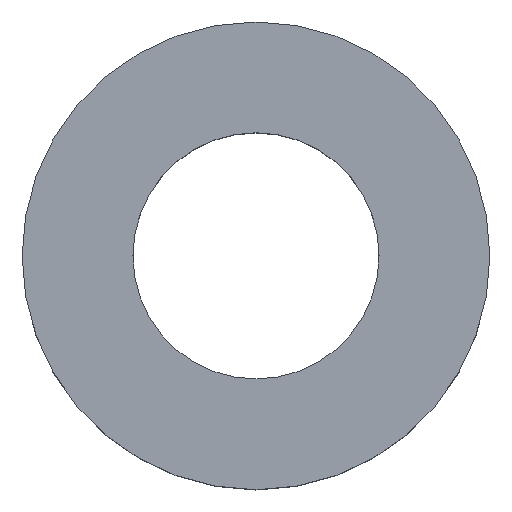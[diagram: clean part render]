
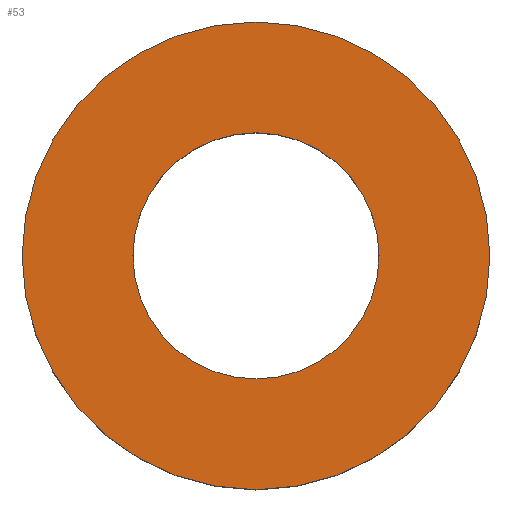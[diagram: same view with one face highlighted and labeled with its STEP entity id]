
A CAD part, top view. The second image highlights one B-rep face of the part: STEP entity #53.
In plain terms, the highlighted planar face has unit normal (0, 0, 1).
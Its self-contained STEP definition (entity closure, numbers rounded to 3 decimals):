
#1 = CARTESIAN_POINT ( 'NONE',  ( -5.292, -5.725, 5.725 ) ) ;
#5 = EDGE_LOOP ( 'NONE', ( #113, #34 ) ) ;
#14 = EDGE_CURVE ( 'NONE', #185, #47, #150, .T. ) ;
#18 = ORIENTED_EDGE ( 'NONE', *, *, #218, .T. ) ;
#23 = DIRECTION ( 'NONE',  ( 0., 0., 1. ) ) ;
#26 = VERTEX_POINT ( 'NONE', #1 ) ;
#29 = DIRECTION ( 'NONE',  ( 1., 0., 0. ) ) ;
#30 = CARTESIAN_POINT ( 'NONE',  ( -0.542, -5.725, 5.725 ) ) ;
#34 = ORIENTED_EDGE ( 'NONE', *, *, #204, .F. ) ;
#35 = DIRECTION ( 'NONE',  ( 1., 0., 0. ) ) ;
#47 = VERTEX_POINT ( 'NONE', #105 ) ;
#51 = CARTESIAN_POINT ( 'NONE',  ( 1.958, -5.725, 5.725 ) ) ;
#53 = ADVANCED_FACE ( 'NONE', ( #59, #157 ), #104, .T. ) ;
#57 = CARTESIAN_POINT ( 'NONE',  ( -0.542, -5.725, 5.725 ) ) ;
#59 = FACE_BOUND ( 'NONE', #5, .T. ) ;
#60 = EDGE_CURVE ( 'NONE', #152, #26, #138, .T. ) ;
#73 = DIRECTION ( 'NONE',  ( 0., 0., 1. ) ) ;
#79 = CIRCLE ( 'NONE', #207, 4.75 ) ;
#82 = DIRECTION ( 'NONE',  ( 0., 0., 1. ) ) ;
#83 = CARTESIAN_POINT ( 'NONE',  ( -0.542, -5.725, 5.725 ) ) ;
#90 = CARTESIAN_POINT ( 'NONE',  ( -0.542, -5.725, 5.725 ) ) ;
#94 = DIRECTION ( 'NONE',  ( 1., 0., 0. ) ) ;
#104 = PLANE ( 'NONE',  #206 ) ;
#105 = CARTESIAN_POINT ( 'NONE',  ( -3.042, -5.725, 5.725 ) ) ;
#106 = DIRECTION ( 'NONE',  ( 1., 0., 0. ) ) ;
#110 = CARTESIAN_POINT ( 'NONE',  ( -0.542, -5.725, 5.725 ) ) ;
#113 = ORIENTED_EDGE ( 'NONE', *, *, #14, .F. ) ;
#114 = EDGE_LOOP ( 'NONE', ( #121, #18 ) ) ;
#121 = ORIENTED_EDGE ( 'NONE', *, *, #60, .T. ) ;
#122 = DIRECTION ( 'NONE',  ( 0., 0., 1. ) ) ;
#136 = DIRECTION ( 'NONE',  ( 1., 0., 0. ) ) ;
#138 = CIRCLE ( 'NONE', #223, 4.75 ) ;
#139 = AXIS2_PLACEMENT_3D ( 'NONE', #90, #82, #94 ) ;
#150 = CIRCLE ( 'NONE', #139, 2.5 ) ;
#152 = VERTEX_POINT ( 'NONE', #154 ) ;
#154 = CARTESIAN_POINT ( 'NONE',  ( 4.208, -5.725, 5.725 ) ) ;
#157 = FACE_OUTER_BOUND ( 'NONE', #114, .T. ) ;
#181 = CIRCLE ( 'NONE', #212, 2.5 ) ;
#185 = VERTEX_POINT ( 'NONE', #51 ) ;
#204 = EDGE_CURVE ( 'NONE', #47, #185, #181, .T. ) ;
#206 = AXIS2_PLACEMENT_3D ( 'NONE', #110, #122, #106 ) ;
#207 = AXIS2_PLACEMENT_3D ( 'NONE', #83, #226, #35 ) ;
#212 = AXIS2_PLACEMENT_3D ( 'NONE', #57, #73, #136 ) ;
#218 = EDGE_CURVE ( 'NONE', #26, #152, #79, .T. ) ;
#223 = AXIS2_PLACEMENT_3D ( 'NONE', #30, #23, #29 ) ;
#226 = DIRECTION ( 'NONE',  ( 0., 0., 1. ) ) ;
